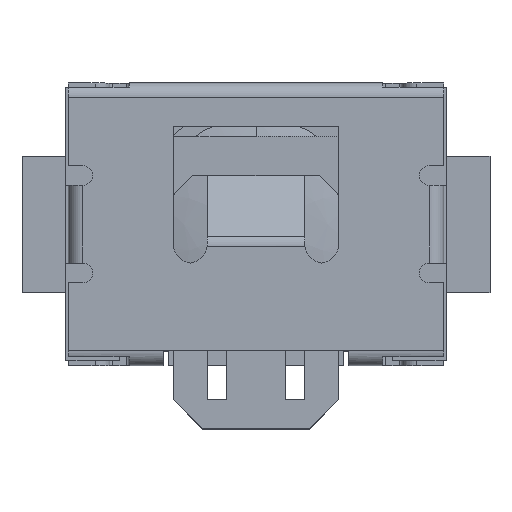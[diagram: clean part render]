
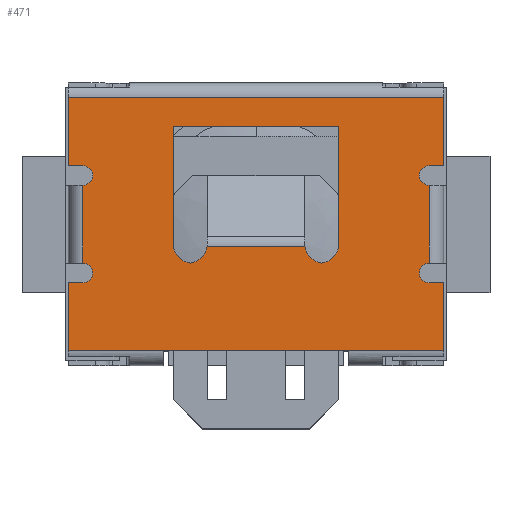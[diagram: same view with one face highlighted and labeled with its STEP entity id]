
A CAD part, top view. The second image highlights one B-rep face of the part: STEP entity #471.
In plain terms, the highlighted planar face has unit normal (0, 0, 1).
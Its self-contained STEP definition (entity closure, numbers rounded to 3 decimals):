
#471=ADVANCED_FACE('',(#1336,#1337),#1338,.T.);
#1336=FACE_OUTER_BOUND('',#2418,.T.);
#1337=FACE_BOUND('',#2419,.T.);
#1338=PLANE('',#2420);
#2418=EDGE_LOOP('',(#5911,#5912,#5913,#5914,#5915,#5916,#5917,#5918,#5919,#5920,#5921,#5922,#5923,#5924,#5925,#5926,#5927,#5928));
#2419=EDGE_LOOP('',(#5929,#5930,#5931,#5932,#5933,#5934,#5935,#5936,#5937,#5938));
#2420=AXIS2_PLACEMENT_3D('',#5939,#5940,#5941);
#5911=ORIENTED_EDGE('',*,*,#7651,.T.);
#5912=ORIENTED_EDGE('',*,*,#7652,.T.);
#5913=ORIENTED_EDGE('',*,*,#7653,.T.);
#5914=ORIENTED_EDGE('',*,*,#7654,.T.);
#5915=ORIENTED_EDGE('',*,*,#7655,.F.);
#5916=ORIENTED_EDGE('',*,*,#7656,.T.);
#5917=ORIENTED_EDGE('',*,*,#7657,.F.);
#5918=ORIENTED_EDGE('',*,*,#7658,.F.);
#5919=ORIENTED_EDGE('',*,*,#7659,.T.);
#5920=ORIENTED_EDGE('',*,*,#7602,.F.);
#5921=ORIENTED_EDGE('',*,*,#7660,.F.);
#5922=ORIENTED_EDGE('',*,*,#7650,.T.);
#5923=ORIENTED_EDGE('',*,*,#7647,.F.);
#5924=ORIENTED_EDGE('',*,*,#7661,.F.);
#5925=ORIENTED_EDGE('',*,*,#7662,.F.);
#5926=ORIENTED_EDGE('',*,*,#7663,.F.);
#5927=ORIENTED_EDGE('',*,*,#7664,.F.);
#5928=ORIENTED_EDGE('',*,*,#7665,.T.);
#5929=ORIENTED_EDGE('',*,*,#7666,.T.);
#5930=ORIENTED_EDGE('',*,*,#7667,.T.);
#5931=ORIENTED_EDGE('',*,*,#7668,.T.);
#5932=ORIENTED_EDGE('',*,*,#7669,.T.);
#5933=ORIENTED_EDGE('',*,*,#7670,.F.);
#5934=ORIENTED_EDGE('',*,*,#7671,.T.);
#5935=ORIENTED_EDGE('',*,*,#7672,.T.);
#5936=ORIENTED_EDGE('',*,*,#7673,.T.);
#5937=ORIENTED_EDGE('',*,*,#7674,.T.);
#5938=ORIENTED_EDGE('',*,*,#7675,.T.);
#5939=CARTESIAN_POINT('',(-1.925,-1.45,1.45));
#5940=DIRECTION('',(0.0,0.0,1.0));
#5941=DIRECTION('',(0.0,-1.0,0.0));
#7602=EDGE_CURVE('',#9583,#9585,#9586,.T.);
#7647=EDGE_CURVE('',#9665,#9668,#9669,.T.);
#7650=EDGE_CURVE('',#9671,#9668,#9673,.T.);
#7651=EDGE_CURVE('',#9674,#9675,#9676,.T.);
#7652=EDGE_CURVE('',#9675,#9677,#9678,.T.);
#7653=EDGE_CURVE('',#9677,#9679,#9680,.T.);
#7654=EDGE_CURVE('',#9679,#9681,#9682,.T.);
#7655=EDGE_CURVE('',#9683,#9681,#9684,.T.);
#7656=EDGE_CURVE('',#9683,#9685,#9686,.T.);
#7657=EDGE_CURVE('',#9687,#9685,#9688,.T.);
#7658=EDGE_CURVE('',#9689,#9687,#9690,.T.);
#7659=EDGE_CURVE('',#9689,#9585,#9691,.T.);
#7660=EDGE_CURVE('',#9671,#9583,#9692,.T.);
#7661=EDGE_CURVE('',#9693,#9665,#9694,.T.);
#7662=EDGE_CURVE('',#9695,#9693,#9696,.T.);
#7663=EDGE_CURVE('',#9697,#9695,#9698,.T.);
#7664=EDGE_CURVE('',#9699,#9697,#9700,.T.);
#7665=EDGE_CURVE('',#9699,#9674,#9701,.T.);
#7666=EDGE_CURVE('',#9702,#9703,#9704,.T.);
#7667=EDGE_CURVE('',#9703,#9705,#9706,.T.);
#7668=EDGE_CURVE('',#9705,#9707,#9708,.T.);
#7669=EDGE_CURVE('',#9707,#9709,#9710,.T.);
#7670=EDGE_CURVE('',#9711,#9709,#9712,.T.);
#7671=EDGE_CURVE('',#9711,#9713,#9714,.T.);
#7672=EDGE_CURVE('',#9713,#9715,#9716,.T.);
#7673=EDGE_CURVE('',#9715,#9717,#9718,.T.);
#7674=EDGE_CURVE('',#9717,#9719,#9720,.T.);
#7675=EDGE_CURVE('',#9719,#9702,#9721,.T.);
#9583=VERTEX_POINT('',#12698);
#9585=VERTEX_POINT('',#12700);
#9586=LINE('',#12701,#12702);
#9665=VERTEX_POINT('',#12813);
#9668=VERTEX_POINT('',#12817);
#9669=CIRCLE('',#12818,0.1);
#9671=VERTEX_POINT('',#12821);
#9673=LINE('',#12824,#12825);
#9674=VERTEX_POINT('',#12826);
#9675=VERTEX_POINT('',#12827);
#9676=LINE('',#12828,#12829);
#9677=VERTEX_POINT('',#12830);
#9678=LINE('',#12831,#12832);
#9679=VERTEX_POINT('',#12833);
#9680=LINE('',#12834,#12835);
#9681=VERTEX_POINT('',#12836);
#9682=LINE('',#12837,#12838);
#9683=VERTEX_POINT('',#12839);
#9684=CIRCLE('',#12840,0.1);
#9685=VERTEX_POINT('',#12841);
#9686=LINE('',#12842,#12843);
#9687=VERTEX_POINT('',#12844);
#9688=CIRCLE('',#12845,0.1);
#9689=VERTEX_POINT('',#12846);
#9690=LINE('',#12847,#12848);
#9691=LINE('',#12849,#12850);
#9692=LINE('',#12851,#12852);
#9693=VERTEX_POINT('',#12853);
#9694=LINE('',#12854,#12855);
#9695=VERTEX_POINT('',#12856);
#9696=CIRCLE('',#12857,0.1);
#9697=VERTEX_POINT('',#12858);
#9698=LINE('',#12859,#12860);
#9699=VERTEX_POINT('',#12861);
#9700=LINE('',#12862,#12863);
#9701=LINE('',#12864,#12865);
#9702=VERTEX_POINT('',#12866);
#9703=VERTEX_POINT('',#12867);
#9704=CIRCLE('',#12868,0.2);
#9705=VERTEX_POINT('',#12869);
#9706=CIRCLE('',#12870,0.2);
#9707=VERTEX_POINT('',#12871);
#9708=LINE('',#12872,#12873);
#9709=VERTEX_POINT('',#12874);
#9710=LINE('',#12875,#12876);
#9711=VERTEX_POINT('',#12877);
#9712=LINE('',#12878,#12879);
#9713=VERTEX_POINT('',#12880);
#9714=LINE('',#12881,#12882);
#9715=VERTEX_POINT('',#12883);
#9716=LINE('',#12884,#12885);
#9717=VERTEX_POINT('',#12886);
#9718=CIRCLE('',#12887,0.2);
#9719=VERTEX_POINT('',#12888);
#9720=CIRCLE('',#12889,0.2);
#9721=LINE('',#12890,#12891);
#12698=CARTESIAN_POINT('',(-1.925,1.3,1.45));
#12700=CARTESIAN_POINT('',(1.925,1.3,1.45));
#12701=CARTESIAN_POINT('',(-1.925,1.3,1.45));
#12702=VECTOR('',#14653,3.85);
#12813=CARTESIAN_POINT('',(-1.775,0.4,1.45));
#12817=CARTESIAN_POINT('',(-1.775,0.6,1.45));
#12818=AXIS2_PLACEMENT_3D('',#14720,#14721,#14722);
#12821=CARTESIAN_POINT('',(-1.925,0.6,1.45));
#12824=CARTESIAN_POINT('',(-1.925,0.6,1.45));
#12825=VECTOR('',#14725,0.15);
#12826=CARTESIAN_POINT('',(-0.95,-1.3,1.45));
#12827=CARTESIAN_POINT('',(0.95,-1.3,1.45));
#12828=CARTESIAN_POINT('',(-0.95,-1.3,1.45));
#12829=VECTOR('',#14726,1.9);
#12830=CARTESIAN_POINT('',(1.925,-1.3,1.45));
#12831=CARTESIAN_POINT('',(0.95,-1.3,1.45));
#12832=VECTOR('',#14727,0.975);
#12833=CARTESIAN_POINT('',(1.925,-0.6,1.45));
#12834=CARTESIAN_POINT('',(1.925,-1.3,1.45));
#12835=VECTOR('',#14728,0.7);
#12836=CARTESIAN_POINT('',(1.775,-0.6,1.45));
#12837=CARTESIAN_POINT('',(1.925,-0.6,1.45));
#12838=VECTOR('',#14729,0.15);
#12839=CARTESIAN_POINT('',(1.775,-0.4,1.45));
#12840=AXIS2_PLACEMENT_3D('',#14730,#14731,#14732);
#12841=CARTESIAN_POINT('',(1.775,0.4,1.45));
#12842=CARTESIAN_POINT('',(1.775,-0.4,1.45));
#12843=VECTOR('',#14733,0.8);
#12844=CARTESIAN_POINT('',(1.775,0.6,1.45));
#12845=AXIS2_PLACEMENT_3D('',#14734,#14735,#14736);
#12846=CARTESIAN_POINT('',(1.925,0.6,1.45));
#12847=CARTESIAN_POINT('',(1.925,0.6,1.45));
#12848=VECTOR('',#14737,0.15);
#12849=CARTESIAN_POINT('',(1.925,0.6,1.45));
#12850=VECTOR('',#14738,0.7);
#12851=CARTESIAN_POINT('',(-1.925,0.6,1.45));
#12852=VECTOR('',#14739,0.7);
#12853=CARTESIAN_POINT('',(-1.775,-0.4,1.45));
#12854=CARTESIAN_POINT('',(-1.775,-0.4,1.45));
#12855=VECTOR('',#14740,0.8);
#12856=CARTESIAN_POINT('',(-1.775,-0.6,1.45));
#12857=AXIS2_PLACEMENT_3D('',#14741,#14742,#14743);
#12858=CARTESIAN_POINT('',(-1.925,-0.6,1.45));
#12859=CARTESIAN_POINT('',(-1.925,-0.6,1.45));
#12860=VECTOR('',#14744,0.15);
#12861=CARTESIAN_POINT('',(-1.925,-1.3,1.45));
#12862=CARTESIAN_POINT('',(-1.925,-1.3,1.45));
#12863=VECTOR('',#14745,0.7);
#12864=CARTESIAN_POINT('',(-1.925,-1.3,1.45));
#12865=VECTOR('',#14746,0.975);
#12866=CARTESIAN_POINT('',(-0.502,-0.23,1.45));
#12867=CARTESIAN_POINT('',(-0.675,-0.398,1.45));
#12868=AXIS2_PLACEMENT_3D('',#14747,#14748,#14749);
#12869=CARTESIAN_POINT('',(-0.85,-0.2,1.45));
#12870=AXIS2_PLACEMENT_3D('',#14750,#14751,#14752);
#12871=CARTESIAN_POINT('',(-0.85,1.0,1.45));
#12872=CARTESIAN_POINT('',(-0.85,-0.2,1.45));
#12873=VECTOR('',#14753,1.2);
#12874=CARTESIAN_POINT('',(-0.5,1.0,1.45));
#12875=CARTESIAN_POINT('',(-0.85,1.0,1.45));
#12876=VECTOR('',#14754,0.35);
#12877=CARTESIAN_POINT('',(0.5,1.0,1.45));
#12878=CARTESIAN_POINT('',(0.5,1.0,1.45));
#12879=VECTOR('',#14755,1.0);
#12880=CARTESIAN_POINT('',(0.85,1.0,1.45));
#12881=CARTESIAN_POINT('',(0.5,1.0,1.45));
#12882=VECTOR('',#14756,0.35);
#12883=CARTESIAN_POINT('',(0.85,-0.2,1.45));
#12884=CARTESIAN_POINT('',(0.85,1.0,1.45));
#12885=VECTOR('',#14757,1.2);
#12886=CARTESIAN_POINT('',(0.675,-0.398,1.45));
#12887=AXIS2_PLACEMENT_3D('',#14758,#14759,#14760);
#12888=CARTESIAN_POINT('',(0.502,-0.23,1.45));
#12889=AXIS2_PLACEMENT_3D('',#14761,#14762,#14763);
#12890=CARTESIAN_POINT('',(0.502,-0.23,1.45));
#12891=VECTOR('',#14764,0.002);
#14653=DIRECTION('',(1.0,0.0,0.0));
#14720=CARTESIAN_POINT('',(-1.775,0.5,1.45));
#14721=DIRECTION('',(0.0,0.0,1.0));
#14722=DIRECTION('',(0.0,-1.0,0.0));
#14725=DIRECTION('',(1.0,0.0,0.0));
#14726=DIRECTION('',(1.0,0.0,0.0));
#14727=DIRECTION('',(1.0,0.0,0.0));
#14728=DIRECTION('',(0.0,1.0,0.0));
#14729=DIRECTION('',(-1.0,0.0,0.0));
#14730=CARTESIAN_POINT('',(1.775,-0.5,1.45));
#14731=DIRECTION('',(0.0,-0.0,1.0));
#14732=DIRECTION('',(0.0,1.0,0.0));
#14733=DIRECTION('',(0.0,1.0,0.0));
#14734=CARTESIAN_POINT('',(1.775,0.5,1.45));
#14735=DIRECTION('',(0.0,-0.0,1.0));
#14736=DIRECTION('',(0.0,1.0,0.0));
#14737=DIRECTION('',(-1.0,0.0,0.0));
#14738=DIRECTION('',(0.0,1.0,0.0));
#14739=DIRECTION('',(0.0,1.0,0.0));
#14740=DIRECTION('',(0.0,1.0,0.0));
#14741=CARTESIAN_POINT('',(-1.775,-0.5,1.45));
#14742=DIRECTION('',(0.0,0.0,1.0));
#14743=DIRECTION('',(0.0,-1.0,0.0));
#14744=DIRECTION('',(1.0,0.0,0.0));
#14745=DIRECTION('',(0.0,1.0,0.0));
#14746=DIRECTION('',(1.0,0.0,0.0));
#14747=CARTESIAN_POINT('',(-0.7,-0.2,1.45));
#14748=DIRECTION('',(0.0,0.0,-1.0));
#14749=DIRECTION('',(0.989,-0.15,0.0));
#14750=CARTESIAN_POINT('',(-0.65,-0.2,1.45));
#14751=DIRECTION('',(-0.0,0.0,-1.0));
#14752=DIRECTION('',(-0.125,-0.992,0.0));
#14753=DIRECTION('',(0.0,1.0,0.0));
#14754=DIRECTION('',(1.0,0.0,0.0));
#14755=DIRECTION('',(-1.0,0.0,0.0));
#14756=DIRECTION('',(1.0,0.0,0.0));
#14757=DIRECTION('',(0.0,-1.0,0.0));
#14758=CARTESIAN_POINT('',(0.65,-0.2,1.45));
#14759=DIRECTION('',(0.0,0.0,-1.0));
#14760=DIRECTION('',(1.0,0.0,0.0));
#14761=CARTESIAN_POINT('',(0.7,-0.2,1.45));
#14762=DIRECTION('',(-0.0,0.0,-1.0));
#14763=DIRECTION('',(-0.125,-0.992,0.0));
#14764=DIRECTION('',(-1.0,0.,0.0));
